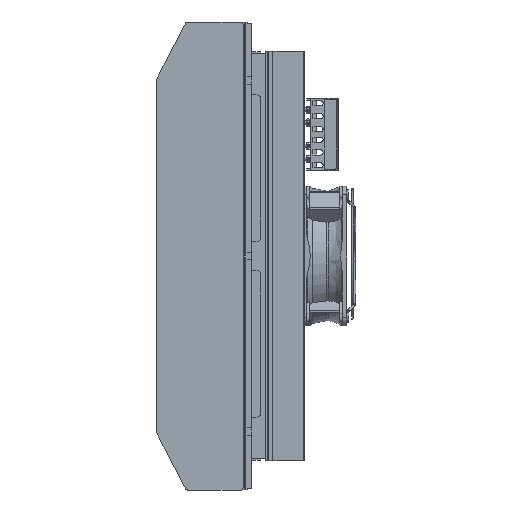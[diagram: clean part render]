
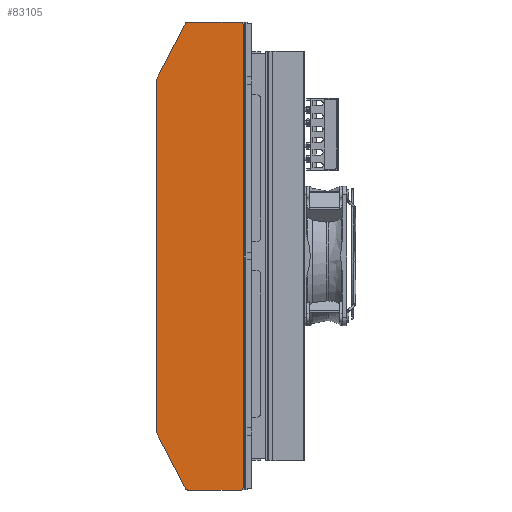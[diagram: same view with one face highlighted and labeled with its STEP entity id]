
A CAD part, left-side view. The second image highlights one B-rep face of the part: STEP entity #83105.
In plain terms, the highlighted planar face has unit normal (-1, 0, 0).
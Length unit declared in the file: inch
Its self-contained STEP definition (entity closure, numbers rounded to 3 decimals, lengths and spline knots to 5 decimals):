
#72 = DIRECTION ( 'NONE',  ( 0., 0., 1. ) ) ;
#3742 = VERTEX_POINT ( 'NONE', #69573 ) ;
#5017 = EDGE_CURVE ( 'NONE', #23619, #78558, #51589, .T. ) ;
#5799 = CARTESIAN_POINT ( 'NONE',  ( -3.01181, 1.97085, 7.83151 ) ) ;
#7114 = VECTOR ( 'NONE', #30818, 39.37008 ) ;
#8367 = LINE ( 'NONE', #76096, #59823 ) ;
#10254 = AXIS2_PLACEMENT_3D ( 'NONE', #49121, #25720, #72 ) ;
#11414 = CARTESIAN_POINT ( 'NONE',  ( -3.01181, 0.01969, -7.79528 ) ) ;
#13680 = LINE ( 'NONE', #74183, #49363 ) ;
#14864 = VERTEX_POINT ( 'NONE', #11414 ) ;
#16583 = CIRCLE ( 'NONE', #23666, 0.07874 ) ;
#18998 = ORIENTED_EDGE ( 'NONE', *, *, #5017, .F. ) ;
#19085 = VERTEX_POINT ( 'NONE', #102550 ) ;
#19130 = CIRCLE ( 'NONE', #10254, 0.07874 ) ;
#21009 = CARTESIAN_POINT ( 'NONE',  ( -3.01181, 2.95276, -5.91803 ) ) ;
#21629 = ORIENTED_EDGE ( 'NONE', *, *, #70171, .F. ) ;
#23619 = VERTEX_POINT ( 'NONE', #87842 ) ;
#23666 = AXIS2_PLACEMENT_3D ( 'NONE', #59862, #84760, #108705 ) ;
#23921 = DIRECTION ( 'NONE',  ( 0., 0.46, 0.888 ) ) ;
#23955 = DIRECTION ( 'NONE',  ( 0., -0.46, 0.888 ) ) ;
#24420 = EDGE_CURVE ( 'NONE', #77541, #95603, #31711, .T. ) ;
#25289 = CARTESIAN_POINT ( 'NONE',  ( -3.01181, 0.01969, 7.79528 ) ) ;
#25666 = CARTESIAN_POINT ( 'NONE',  ( -3.01181, 0.09843, 7.87402 ) ) ;
#25720 = DIRECTION ( 'NONE',  ( 1., 0., 0. ) ) ;
#25971 = EDGE_CURVE ( 'NONE', #3742, #103455, #46748, .T. ) ;
#26064 = EDGE_CURVE ( 'NONE', #78558, #72046, #16583, .T. ) ;
#26538 = DIRECTION ( 'NONE',  ( 0., 0., 1. ) ) ;
#27994 = VERTEX_POINT ( 'NONE', #25666 ) ;
#27997 = ORIENTED_EDGE ( 'NONE', *, *, #40379, .F. ) ;
#28136 = AXIS2_PLACEMENT_3D ( 'NONE', #100034, #67887, #101682 ) ;
#29279 = CARTESIAN_POINT ( 'NONE',  ( -3.01181, 2.94392, -5.95427 ) ) ;
#30274 = CARTESIAN_POINT ( 'NONE',  ( -3.01181, 0.09843, 7.87402 ) ) ;
#30818 = DIRECTION ( 'NONE',  ( 0., -0.707, -0.707 ) ) ;
#31711 = CIRCLE ( 'NONE', #28136, 0.07874 ) ;
#32543 = EDGE_LOOP ( 'NONE', ( #62440, #109585, #33797, #94498, #46681, #21629, #42738, #27997, #33821, #104499, #51272, #18998 ) ) ;
#33797 = ORIENTED_EDGE ( 'NONE', *, *, #35415, .F. ) ;
#33821 = ORIENTED_EDGE ( 'NONE', *, *, #24420, .F. ) ;
#34103 = VECTOR ( 'NONE', #93677, 39.37008 ) ;
#35415 = EDGE_CURVE ( 'NONE', #27994, #99628, #38041, .T. ) ;
#35975 = DIRECTION ( 'NONE',  ( 1., 0., 0. ) ) ;
#37819 = EDGE_CURVE ( 'NONE', #19085, #27994, #13680, .T. ) ;
#38041 = LINE ( 'NONE', #30274, #7114 ) ;
#40379 = EDGE_CURVE ( 'NONE', #95603, #3742, #59426, .T. ) ;
#42738 = ORIENTED_EDGE ( 'NONE', *, *, #25971, .F. ) ;
#43238 = CARTESIAN_POINT ( 'NONE',  ( -3.01181, 1.90094, -7.79528 ) ) ;
#44847 = CARTESIAN_POINT ( 'NONE',  ( -3.01181, 0.09843, -7.87402 ) ) ;
#45416 = VERTEX_POINT ( 'NONE', #5799 ) ;
#45450 = CARTESIAN_POINT ( 'NONE',  ( -3.01181, 1.97085, -7.83151 ) ) ;
#46681 = ORIENTED_EDGE ( 'NONE', *, *, #87813, .F. ) ;
#46748 = CIRCLE ( 'NONE', #76760, 0.07874 ) ;
#49121 = CARTESIAN_POINT ( 'NONE',  ( -3.01181, 1.90094, 7.79528 ) ) ;
#49363 = VECTOR ( 'NONE', #65938, 39.37008 ) ;
#50134 = LINE ( 'NONE', #83912, #90599 ) ;
#51272 = ORIENTED_EDGE ( 'NONE', *, *, #26064, .F. ) ;
#51589 = LINE ( 'NONE', #44847, #34103 ) ;
#55054 = CARTESIAN_POINT ( 'NONE',  ( -3.01181, 0.01969, 7.79528 ) ) ;
#55396 = EDGE_CURVE ( 'NONE', #14864, #23619, #62367, .T. ) ;
#58902 = DIRECTION ( 'NONE',  ( 0., 0., -1. ) ) ;
#59421 = DIRECTION ( 'NONE',  ( 0., 0., -1. ) ) ;
#59426 = LINE ( 'NONE', #102121, #87233 ) ;
#59823 = VECTOR ( 'NONE', #23921, 39.37008 ) ;
#59862 = CARTESIAN_POINT ( 'NONE',  ( -3.01181, 1.90094, -7.79528 ) ) ;
#62367 = LINE ( 'NONE', #89477, #71536 ) ;
#62440 = ORIENTED_EDGE ( 'NONE', *, *, #55396, .F. ) ;
#63483 = DIRECTION ( 'NONE',  ( 0., 0.707, -0.707 ) ) ;
#64072 = FACE_OUTER_BOUND ( 'NONE', #32543, .T. ) ;
#65938 = DIRECTION ( 'NONE',  ( 0., -1., 0. ) ) ;
#67506 = EDGE_CURVE ( 'NONE', #72046, #77541, #8367, .T. ) ;
#67887 = DIRECTION ( 'NONE',  ( 1., 0., 0. ) ) ;
#69573 = CARTESIAN_POINT ( 'NONE',  ( -3.01181, 2.95276, 5.91803 ) ) ;
#70171 = EDGE_CURVE ( 'NONE', #103455, #45416, #50134, .T. ) ;
#71536 = VECTOR ( 'NONE', #63483, 39.37008 ) ;
#71639 = AXIS2_PLACEMENT_3D ( 'NONE', #43238, #35975, #59421 ) ;
#72046 = VERTEX_POINT ( 'NONE', #45450 ) ;
#74183 = CARTESIAN_POINT ( 'NONE',  ( -3.01181, 1.90094, 7.87402 ) ) ;
#74914 = DIRECTION ( 'NONE',  ( 1., 0., 0. ) ) ;
#76096 = CARTESIAN_POINT ( 'NONE',  ( -3.01181, 1.97085, -7.83151 ) ) ;
#76760 = AXIS2_PLACEMENT_3D ( 'NONE', #109381, #74914, #58902 ) ;
#77541 = VERTEX_POINT ( 'NONE', #29279 ) ;
#78558 = VERTEX_POINT ( 'NONE', #81887 ) ;
#79393 = EDGE_CURVE ( 'NONE', #99628, #14864, #79429, .T. ) ;
#79429 = LINE ( 'NONE', #55054, #92928 ) ;
#80281 = CARTESIAN_POINT ( 'NONE',  ( -3.01181, 2.94392, 5.95427 ) ) ;
#81887 = CARTESIAN_POINT ( 'NONE',  ( -3.01181, 1.90094, -7.87402 ) ) ;
#83105 = ADVANCED_FACE ( 'NONE', ( #64072 ), #98957, .F. ) ;
#83912 = CARTESIAN_POINT ( 'NONE',  ( -3.01181, 2.94392, 5.95427 ) ) ;
#84760 = DIRECTION ( 'NONE',  ( 1., 0., 0. ) ) ;
#86668 = DIRECTION ( 'NONE',  ( 0., 0., -1. ) ) ;
#87233 = VECTOR ( 'NONE', #26538, 39.37008 ) ;
#87813 = EDGE_CURVE ( 'NONE', #45416, #19085, #19130, .T. ) ;
#87842 = CARTESIAN_POINT ( 'NONE',  ( -3.01181, 0.09843, -7.87402 ) ) ;
#89477 = CARTESIAN_POINT ( 'NONE',  ( -3.01181, 0.01969, -7.79528 ) ) ;
#90599 = VECTOR ( 'NONE', #23955, 39.37008 ) ;
#92928 = VECTOR ( 'NONE', #86668, 39.37008 ) ;
#93677 = DIRECTION ( 'NONE',  ( 0., 1., 0. ) ) ;
#94498 = ORIENTED_EDGE ( 'NONE', *, *, #37819, .F. ) ;
#95603 = VERTEX_POINT ( 'NONE', #21009 ) ;
#98957 = PLANE ( 'NONE',  #71639 ) ;
#99628 = VERTEX_POINT ( 'NONE', #25289 ) ;
#100034 = CARTESIAN_POINT ( 'NONE',  ( -3.01181, 2.87402, -5.91803 ) ) ;
#101682 = DIRECTION ( 'NONE',  ( 0., 0., -1. ) ) ;
#102121 = CARTESIAN_POINT ( 'NONE',  ( -3.01181, 2.95276, 5.91803 ) ) ;
#102550 = CARTESIAN_POINT ( 'NONE',  ( -3.01181, 1.90094, 7.87402 ) ) ;
#103455 = VERTEX_POINT ( 'NONE', #80281 ) ;
#104499 = ORIENTED_EDGE ( 'NONE', *, *, #67506, .F. ) ;
#108705 = DIRECTION ( 'NONE',  ( 0., 0., -1. ) ) ;
#109381 = CARTESIAN_POINT ( 'NONE',  ( -3.01181, 2.87402, 5.91803 ) ) ;
#109585 = ORIENTED_EDGE ( 'NONE', *, *, #79393, .F. ) ;
